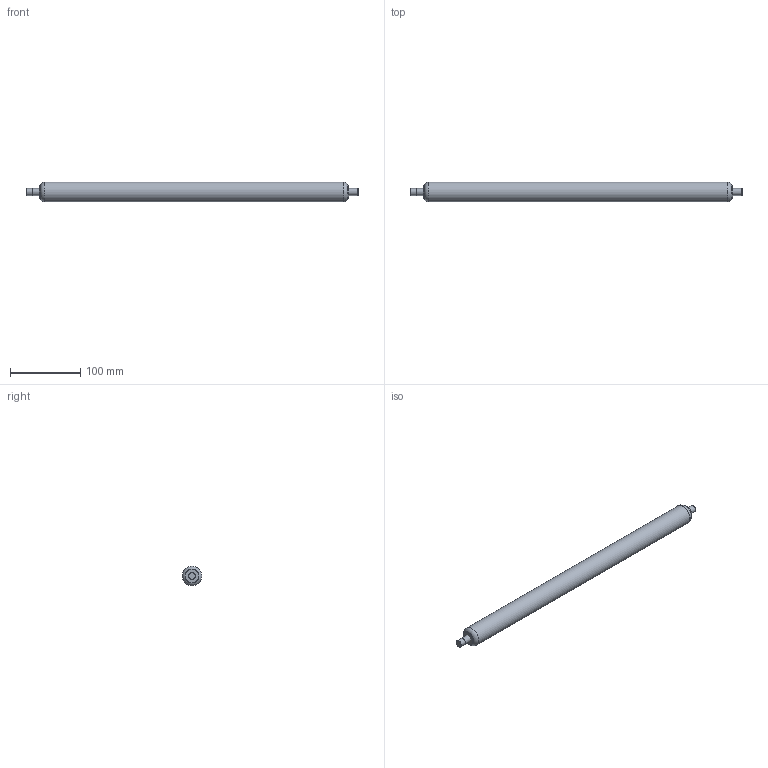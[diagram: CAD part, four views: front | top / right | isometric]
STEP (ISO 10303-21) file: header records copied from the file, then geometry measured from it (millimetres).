
FILE_DESCRIPTION(/* description */ (''),/* implementation_level */ '2;1');
FILE_NAME(/* name */ 'D0M0ZF3-350-450--003-200N.stp',/* time_stamp */ '2014-08-22T07:37:16+02:00',/* author */ ('CADNEU'),/* organization */ (''),/* preprocessor_version */ 'ST-DEVELOPER v15.2',/* originating_system */ 'Autodesk Inventor 2014',/* authorisation */ '');
FILE_SCHEMA (('AUTOMOTIVE_DESIGN { 1 0 10303 214 3 1 1 }'));
Length unit declared in the file: millimetre
Products named in the file (5): Zylinder_28; Kolbenstange_10; Gewindeanschluß_D0; Gewindeanschluß_M0_28; D0M0ZF3-350-450--003-200N
Bounding box: 472 x 28 x 28 mm (x, y, z)
Volume: 298777 mm3; surface area: 53087.8 mm2
Topology: 4 solids, 4 shells, 24 faces, 35 edges, 20 vertices
Faces by surface type: plane 9, cylinder 7, cone 6, torus 2
Full cylindrical faces by diameter (mm): 10 x3, 19.8 x1, 19.9 x1, 28 x2
Entity records: 572 total; most frequent: DIRECTION 106, CARTESIAN_POINT 73, AXIS2_PLACEMENT_3D 53, EDGE_LOOP 40, ORIENTED_EDGE 40, ADVANCED_FACE 24, FACE_OUTER_BOUND 23, CIRCLE 20
